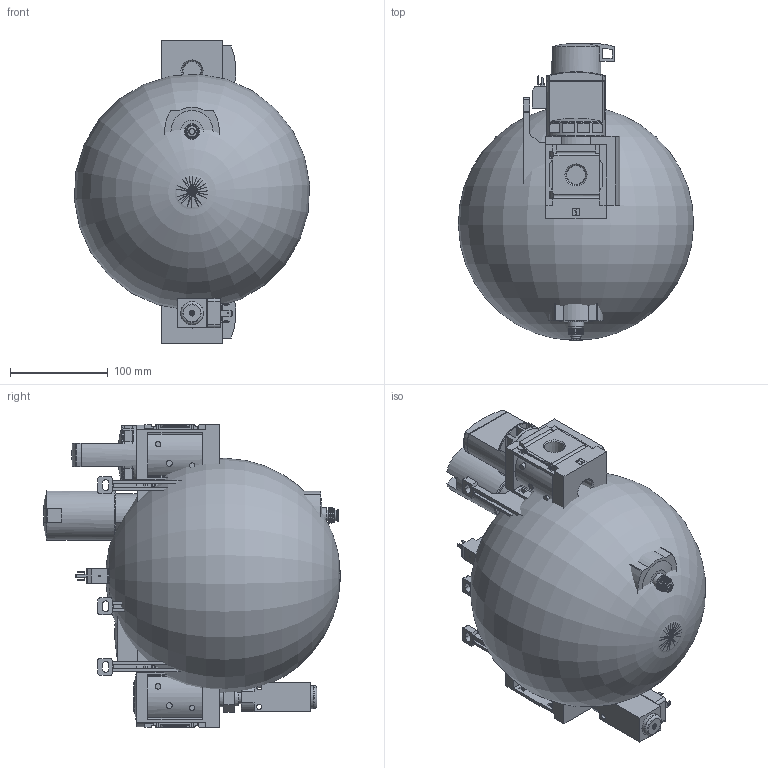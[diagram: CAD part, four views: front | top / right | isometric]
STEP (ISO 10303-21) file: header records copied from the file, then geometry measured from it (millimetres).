
FILE_DESCRIPTION(/* description */ ('STEP AP214'),/* implementation_level */ '2;1');
FILE_NAME(/* name */ '550505_MSB6N-1_2_C3J4D7A1F3-WP',/* time_stamp */ '2024-09-11T18:51:21+02:00',/* author */ ('License CC BY-ND 4.0'),/* organization */ ('CADENAS'),/* preprocessor_version */ 'ST-DEVELOPER v19.3',/* originating_system */ 'PARTsolutions',/* authorisation */ ' ');
FILE_SCHEMA (('AUTOMOTIVE_DESIGN {1 0 10303 214 3 1 1}'));
Length unit declared in the file: millimetre
Products named in the file (12): 550505 MSB6N-1/2:C3J4D7A1F3-WP; 541301 MS6N-EM1-1/21d; 527667 MS6N-LFR-1/2-D7-C-R-V-AS 1D; KOND MS6-1-3; 8134994 MS6-MV-B---(0_p); 532195 MS6-WP---(w); 527683 MS6N-EE-1/2-10V241d; 5206604 MS6-MV-B---(0_p); 527685 MS6N-DL-1/21d; 527677 MS6N-FRM-1/2-Y 1P1; 685717 ESK-1/4-1/2-NPT; 175250 PEV-1/4-B-OD
Assembly tree (16 placements, depth 2):
  550505 MSB6N-1/2:C3J4D7A1F3-WP
    541301 MS6N-EM1-1/21d
    527667 MS6N-LFR-1/2-D7-C-R-V-AS 1D
    KOND MS6-1-3
    8134994 MS6-MV-B---(0_p)  x4
    532195 MS6-WP---(w)  x3
    527683 MS6N-EE-1/2-10V241d
    5206604 MS6-MV-B---(0_p)
    527685 MS6N-DL-1/21d
    527677 MS6N-FRM-1/2-Y 1P1
    685717 ESK-1/4-1/2-NPT
    175250 PEV-1/4-B-OD
Bounding box: 240.91 x 303.45 x 310 mm (x, y, z)
Volume: 2515246.3 mm3; surface area: 707320.4 mm2
Topology: 16 solids, 17 shells, 2236 faces, 5987 edges, 3924 vertices
Faces by surface type: plane 1563, cylinder 501, cone 117, torus 45, sphere 10
Full cylindrical faces by diameter (mm): 0.4 x1, 1.65 x4, 2 x1, 2.013 x1, 2.459 x1, 2.5 x1, 3.242 x8, 3.4 x8, 3.8 x1, 4 x8, 4.5 x2, 4.6 x8, 4.8 x1, 5 x2, 5.3 x2, 5.5 x12, 5.6 x1, 6 x4, 7 x1, 7.6 x8, 7.8 x8, 9.4 x1, 11 x1, 11.4 x1, 11.445 x1, 11.6 x1, 11.8 x1, 14 x1, 14.6 x1, 15.8 x1
Entity records: 66621 total; most frequent: CARTESIAN_POINT 10468, ORIENTED_EDGE 9346, DIRECTION 9178, EDGE_CURVE 4673, LINE 3478, VECTOR 3478, VERTEX_POINT 3159, AXIS2_PLACEMENT_3D 2850
